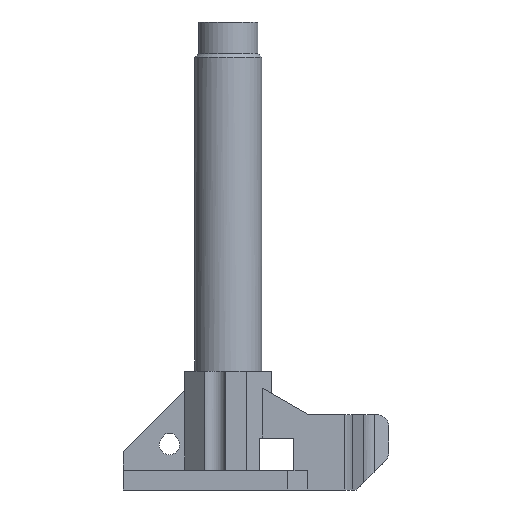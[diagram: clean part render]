
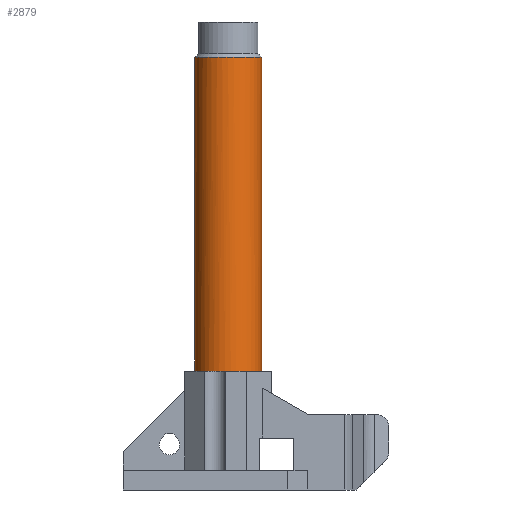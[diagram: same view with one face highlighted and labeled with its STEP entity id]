
A CAD part, left-side view. The second image highlights one B-rep face of the part: STEP entity #2879.
In plain terms, the highlighted cylindrical face has radius 8.45 mm (diameter 16.9 mm), a full revolution.
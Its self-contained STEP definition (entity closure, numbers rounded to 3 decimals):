
#185=FACE_OUTER_BOUND('',#337,.T.);
#337=EDGE_LOOP('',(#2091,#2092,#2093,#2094,#2095,#2096,#2097,#2098,#2099));
#498=CIRCLE('',#3077,8.45);
#499=CIRCLE('',#3078,8.45);
#500=CIRCLE('',#3079,8.45);
#501=CIRCLE('',#3080,8.45);
#502=CIRCLE('',#3081,8.45);
#648=LINE('',#5126,#960);
#649=LINE('',#5130,#961);
#650=LINE('',#5134,#962);
#960=VECTOR('',#3444,8.45);
#961=VECTOR('',#3447,10.);
#962=VECTOR('',#3450,10.);
#1307=VERTEX_POINT('',#5122);
#1308=VERTEX_POINT('',#5123);
#1309=VERTEX_POINT('',#5125);
#1310=VERTEX_POINT('',#5127);
#1311=VERTEX_POINT('',#5129);
#1312=VERTEX_POINT('',#5131);
#1313=VERTEX_POINT('',#5133);
#1622=EDGE_CURVE('',#1307,#1308,#498,.T.);
#1623=EDGE_CURVE('',#1307,#1309,#648,.T.);
#1624=EDGE_CURVE('',#1309,#1310,#499,.T.);
#1625=EDGE_CURVE('',#1311,#1310,#649,.T.);
#1626=EDGE_CURVE('',#1312,#1311,#500,.T.);
#1627=EDGE_CURVE('',#1313,#1312,#650,.T.);
#1628=EDGE_CURVE('',#1313,#1309,#501,.T.);
#1629=EDGE_CURVE('',#1308,#1307,#502,.T.);
#2091=ORIENTED_EDGE('',*,*,#1622,.F.);
#2092=ORIENTED_EDGE('',*,*,#1623,.T.);
#2093=ORIENTED_EDGE('',*,*,#1624,.T.);
#2094=ORIENTED_EDGE('',*,*,#1625,.F.);
#2095=ORIENTED_EDGE('',*,*,#1626,.F.);
#2096=ORIENTED_EDGE('',*,*,#1627,.F.);
#2097=ORIENTED_EDGE('',*,*,#1628,.T.);
#2098=ORIENTED_EDGE('',*,*,#1623,.F.);
#2099=ORIENTED_EDGE('',*,*,#1629,.F.);
#2819=CYLINDRICAL_SURFACE('',#3076,8.45);
#2879=ADVANCED_FACE('',(#185),#2819,.T.);
#3076=AXIS2_PLACEMENT_3D('',#5121,#3440,#3441);
#3077=AXIS2_PLACEMENT_3D('',#5124,#3442,#3443);
#3078=AXIS2_PLACEMENT_3D('',#5128,#3445,#3446);
#3079=AXIS2_PLACEMENT_3D('',#5132,#3448,#3449);
#3080=AXIS2_PLACEMENT_3D('',#5135,#3451,#3452);
#3081=AXIS2_PLACEMENT_3D('',#5136,#3453,#3454);
#3440=DIRECTION('center_axis',(0.,0.,-1.));
#3441=DIRECTION('ref_axis',(-1.,0.,0.));
#3442=DIRECTION('center_axis',(0.,0.,1.));
#3443=DIRECTION('ref_axis',(-1.,0.,0.));
#3444=DIRECTION('',(0.,0.,-1.));
#3445=DIRECTION('center_axis',(0.,0.,1.));
#3446=DIRECTION('ref_axis',(-1.,0.,0.));
#3447=DIRECTION('',(0.,0.,-1.));
#3448=DIRECTION('center_axis',(0.,0.,-1.));
#3449=DIRECTION('ref_axis',(-1.,0.,0.));
#3450=DIRECTION('',(0.,0.,1.));
#3451=DIRECTION('center_axis',(0.,0.,1.));
#3452=DIRECTION('ref_axis',(-1.,0.,0.));
#3453=DIRECTION('center_axis',(0.,0.,1.));
#3454=DIRECTION('ref_axis',(-1.,0.,0.));
#5121=CARTESIAN_POINT('Origin',(-35.,-249.585,8.978));
#5122=CARTESIAN_POINT('',(-26.55,-249.585,0.028));
#5123=CARTESIAN_POINT('',(-43.45,-249.585,0.028));
#5124=CARTESIAN_POINT('Origin',(-35.,-249.585,0.028));
#5125=CARTESIAN_POINT('',(-26.55,-249.585,-79.022));
#5126=CARTESIAN_POINT('',(-26.55,-249.585,8.978));
#5127=CARTESIAN_POINT('',(-32.,-257.485,-79.022));
#5128=CARTESIAN_POINT('Origin',(-35.,-249.585,-79.022));
#5129=CARTESIAN_POINT('',(-32.,-257.485,-70.022));
#5130=CARTESIAN_POINT('',(-32.,-257.485,8.978));
#5131=CARTESIAN_POINT('',(-28.188,-254.585,-70.022));
#5132=CARTESIAN_POINT('Origin',(-35.,-249.585,-70.022));
#5133=CARTESIAN_POINT('',(-28.188,-254.585,-79.022));
#5134=CARTESIAN_POINT('',(-28.188,-254.585,8.978));
#5135=CARTESIAN_POINT('Origin',(-35.,-249.585,-79.022));
#5136=CARTESIAN_POINT('Origin',(-35.,-249.585,0.028));
